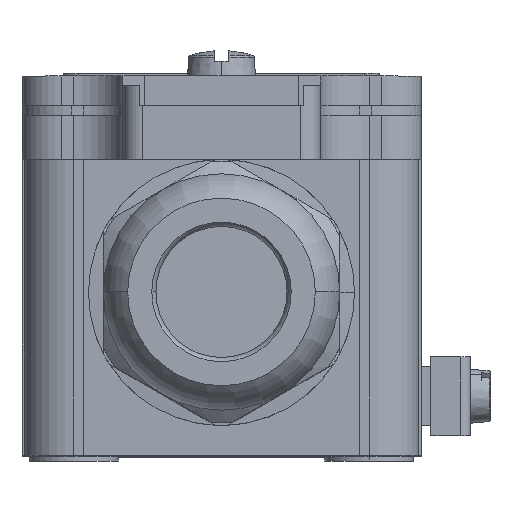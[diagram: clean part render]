
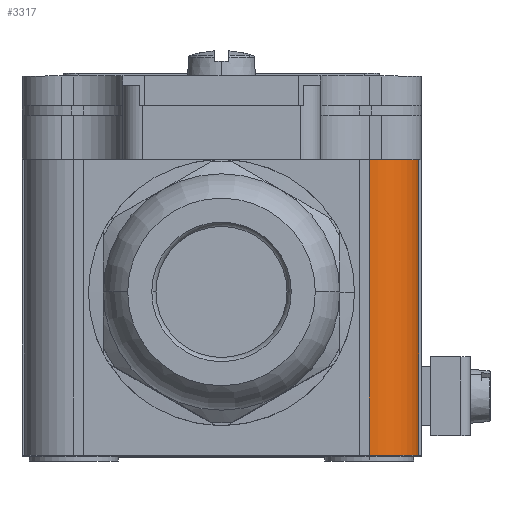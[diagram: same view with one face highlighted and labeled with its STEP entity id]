
A CAD part, top view. The second image highlights one B-rep face of the part: STEP entity #3317.
In plain terms, the highlighted cylindrical face has radius 5 mm (diameter 10 mm), a partial arc.
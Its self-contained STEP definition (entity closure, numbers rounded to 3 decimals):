
#746 = EDGE_CURVE ( 'NONE', #15409, #13594, #11186, .T. ) ;
#1496 = FACE_OUTER_BOUND ( 'NONE', #16381, .T. ) ;
#1534 = CARTESIAN_POINT ( 'NONE',  ( 20., 0., 70.5 ) ) ;
#2436 = ORIENTED_EDGE ( 'NONE', *, *, #21284, .F. ) ;
#3314 = ORIENTED_EDGE ( 'NONE', *, *, #8072, .F. ) ;
#3317 = ADVANCED_FACE ( 'NONE', ( #1496 ), #22030, .T. ) ;
#4100 = AXIS2_PLACEMENT_3D ( 'NONE', #7796, #11987, #26347 ) ;
#4277 = VECTOR ( 'NONE', #23211, 1000. ) ;
#6075 = VERTEX_POINT ( 'NONE', #18020 ) ;
#6278 = CARTESIAN_POINT ( 'NONE',  ( 15., 0., 70.5 ) ) ;
#6814 = CARTESIAN_POINT ( 'NONE',  ( 15., 0., 75.5 ) ) ;
#7796 = CARTESIAN_POINT ( 'NONE',  ( 15., 0., 70.5 ) ) ;
#8072 = EDGE_CURVE ( 'NONE', #19225, #6075, #9768, .T. ) ;
#8343 = DIRECTION ( 'NONE',  ( 0., 0., -1. ) ) ;
#9564 = CARTESIAN_POINT ( 'NONE',  ( 15., 30., 70.5 ) ) ;
#9768 = LINE ( 'NONE', #6814, #4277 ) ;
#11186 = LINE ( 'NONE', #21698, #21472 ) ;
#11642 = DIRECTION ( 'NONE',  ( 0., 0., -1. ) ) ;
#11987 = DIRECTION ( 'NONE',  ( 0., 1., 0. ) ) ;
#13594 = VERTEX_POINT ( 'NONE', #17063 ) ;
#15409 = VERTEX_POINT ( 'NONE', #1534 ) ;
#16005 = EDGE_CURVE ( 'NONE', #13594, #6075, #20371, .T. ) ;
#16381 = EDGE_LOOP ( 'NONE', ( #25590, #3314, #2436, #26599 ) ) ;
#16837 = AXIS2_PLACEMENT_3D ( 'NONE', #6278, #20648, #8343 ) ;
#17063 = CARTESIAN_POINT ( 'NONE',  ( 20., 30., 70.5 ) ) ;
#18020 = CARTESIAN_POINT ( 'NONE',  ( 15., 30., 75.5 ) ) ;
#18157 = CIRCLE ( 'NONE', #16837, 5. ) ;
#19225 = VERTEX_POINT ( 'NONE', #24036 ) ;
#19640 = DIRECTION ( 'NONE',  ( 0., 1., 0. ) ) ;
#20371 = CIRCLE ( 'NONE', #21753, 5. ) ;
#20648 = DIRECTION ( 'NONE',  ( 0., -1., 0. ) ) ;
#21284 = EDGE_CURVE ( 'NONE', #15409, #19225, #18157, .T. ) ;
#21472 = VECTOR ( 'NONE', #19640, 1000. ) ;
#21698 = CARTESIAN_POINT ( 'NONE',  ( 20., 0., 70.5 ) ) ;
#21753 = AXIS2_PLACEMENT_3D ( 'NONE', #9564, #23911, #11642 ) ;
#22030 = CYLINDRICAL_SURFACE ( 'NONE', #4100, 5. ) ;
#23211 = DIRECTION ( 'NONE',  ( 0., 1., 0. ) ) ;
#23911 = DIRECTION ( 'NONE',  ( 0., -1., 0. ) ) ;
#24036 = CARTESIAN_POINT ( 'NONE',  ( 15., 0., 75.5 ) ) ;
#25590 = ORIENTED_EDGE ( 'NONE', *, *, #16005, .T. ) ;
#26347 = DIRECTION ( 'NONE',  ( 0., 0., 1. ) ) ;
#26599 = ORIENTED_EDGE ( 'NONE', *, *, #746, .T. ) ;
